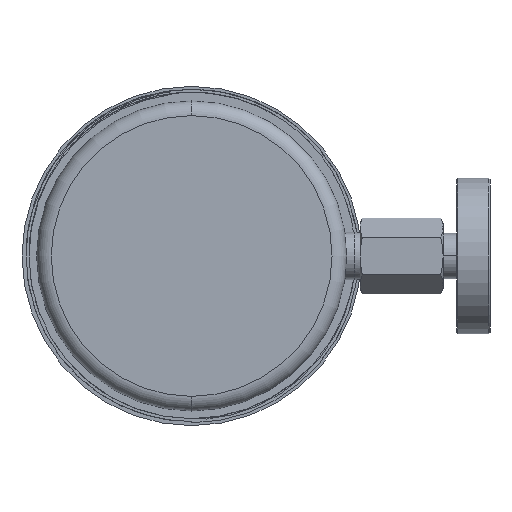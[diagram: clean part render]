
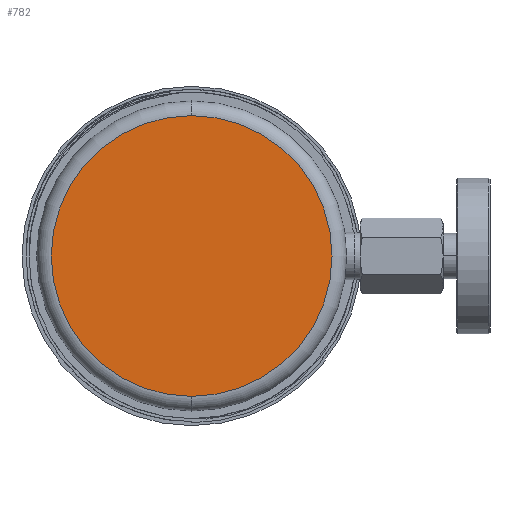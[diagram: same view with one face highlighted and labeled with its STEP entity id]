
A CAD part, left-side view. The second image highlights one B-rep face of the part: STEP entity #782.
In plain terms, the highlighted planar face has unit normal (-1, 0, 0).
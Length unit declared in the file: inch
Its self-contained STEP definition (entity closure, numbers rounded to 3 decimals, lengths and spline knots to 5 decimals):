
#778 = ORIENTED_EDGE ( 'NONE', *, *, #780, .T. ) ;
#779 = EDGE_LOOP ( 'NONE', ( #959, #778 ) ) ;
#780 = EDGE_CURVE ( 'NONE', #798, #988, #3274, .T. ) ;
#782 = ADVANCED_FACE ( 'NONE', ( #3286 ), #3285, .F. ) ;
#798 = VERTEX_POINT ( 'NONE', #3476 ) ;
#959 = ORIENTED_EDGE ( 'NONE', *, *, #993, .T. ) ;
#988 = VERTEX_POINT ( 'NONE', #3922 ) ;
#993 = EDGE_CURVE ( 'NONE', #988, #798, #3868, .T. ) ;
#3263 = DIRECTION ( 'NONE',  ( 0., 0., -1. ) ) ;
#3264 = DIRECTION ( 'NONE',  ( 1., 0., 0. ) ) ;
#3267 = DIRECTION ( 'NONE',  ( 0., 0., 1. ) ) ;
#3268 = DIRECTION ( 'NONE',  ( -1., 0., 0. ) ) ;
#3269 = CARTESIAN_POINT ( 'NONE',  ( -0.41, 0., 0. ) ) ;
#3270 = AXIS2_PLACEMENT_3D ( 'NONE', #3269, #3268, #3267 ) ;
#3272 = CARTESIAN_POINT ( 'NONE',  ( -0.41, 1.2, 0. ) ) ;
#3274 = CIRCLE ( 'NONE', #3270, 1.2 ) ;
#3285 = PLANE ( 'NONE',  #3287 ) ;
#3286 = FACE_OUTER_BOUND ( 'NONE', #779, .T. ) ;
#3287 = AXIS2_PLACEMENT_3D ( 'NONE', #3272, #3264, #3263 ) ;
#3476 = CARTESIAN_POINT ( 'NONE',  ( -0.41, 0., -1.2 ) ) ;
#3868 = CIRCLE ( 'NONE', #3888, 1.2 ) ;
#3887 = DIRECTION ( 'NONE',  ( 0., 0., 1. ) ) ;
#3888 = AXIS2_PLACEMENT_3D ( 'NONE', #3892, #3895, #3887 ) ;
#3892 = CARTESIAN_POINT ( 'NONE',  ( -0.41, 0., 0. ) ) ;
#3895 = DIRECTION ( 'NONE',  ( -1., 0., 0. ) ) ;
#3922 = CARTESIAN_POINT ( 'NONE',  ( -0.41, 0., 1.2 ) ) ;
